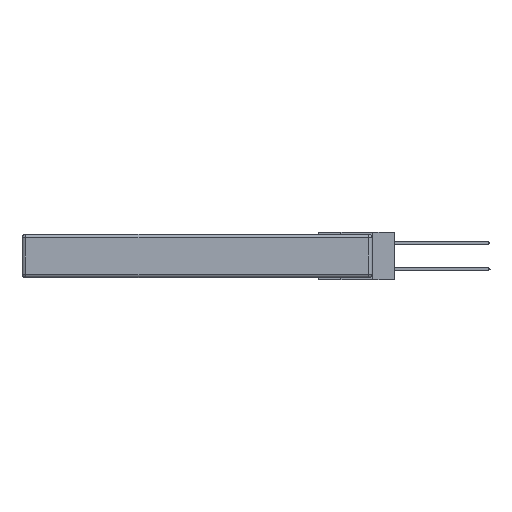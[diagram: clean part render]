
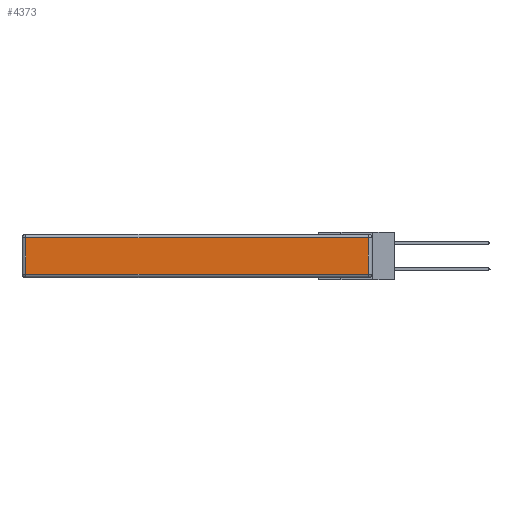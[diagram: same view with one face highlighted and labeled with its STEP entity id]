
A CAD part, left-side view. The second image highlights one B-rep face of the part: STEP entity #4373.
In plain terms, the highlighted planar face has unit normal (-1, 0, 0).
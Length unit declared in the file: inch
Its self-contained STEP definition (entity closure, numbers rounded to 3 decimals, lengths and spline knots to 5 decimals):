
#1278 = CARTESIAN_POINT ( 'NONE',  ( 0., 0.03, -0.343 ) ) ;
#1411 = VERTEX_POINT ( 'NONE', #10736 ) ;
#1626 = CARTESIAN_POINT ( 'NONE',  ( 0., 0.03, -0.03 ) ) ;
#1814 = VERTEX_POINT ( 'NONE', #10538 ) ;
#1825 = ORIENTED_EDGE ( 'NONE', *, *, #9705, .T. ) ;
#2326 = EDGE_CURVE ( 'NONE', #1411, #5554, #16183, .T. ) ;
#2863 = VECTOR ( 'NONE', #11438, 39.37008 ) ;
#4174 = ORIENTED_EDGE ( 'NONE', *, *, #2326, .T. ) ;
#4373 = ADVANCED_FACE ( 'NONE', ( #9902 ), #9816, .T. ) ;
#4881 = DIRECTION ( 'NONE',  ( 0., 0., 1. ) ) ;
#5554 = VERTEX_POINT ( 'NONE', #6283 ) ;
#6031 = CARTESIAN_POINT ( 'NONE',  ( 0., 2.75, -0.03 ) ) ;
#6283 = CARTESIAN_POINT ( 'NONE',  ( 0., 0.03, -0.313 ) ) ;
#6524 = VECTOR ( 'NONE', #8493, 39.37008 ) ;
#6880 = CARTESIAN_POINT ( 'NONE',  ( 0., 2.72, -0.343 ) ) ;
#7692 = DIRECTION ( 'NONE',  ( -1., 0., 0. ) ) ;
#8078 = VERTEX_POINT ( 'NONE', #1626 ) ;
#8418 = CARTESIAN_POINT ( 'NONE',  ( 0., 0., -0.343 ) ) ;
#8493 = DIRECTION ( 'NONE',  ( 0., 0., -1. ) ) ;
#8550 = ORIENTED_EDGE ( 'NONE', *, *, #13360, .T. ) ;
#8944 = ORIENTED_EDGE ( 'NONE', *, *, #8950, .T. ) ;
#8950 = EDGE_CURVE ( 'NONE', #1814, #1411, #10392, .T. ) ;
#9705 = EDGE_CURVE ( 'NONE', #5554, #8078, #13817, .T. ) ;
#9816 = PLANE ( 'NONE',  #15563 ) ;
#9902 = FACE_OUTER_BOUND ( 'NONE', #11727, .T. ) ;
#10392 = LINE ( 'NONE', #6880, #6524 ) ;
#10538 = CARTESIAN_POINT ( 'NONE',  ( 0., 2.72, -0.03 ) ) ;
#10663 = VECTOR ( 'NONE', #11474, 39.37008 ) ;
#10736 = CARTESIAN_POINT ( 'NONE',  ( 0., 2.72, -0.313 ) ) ;
#11438 = DIRECTION ( 'NONE',  ( 0., -1., 0. ) ) ;
#11474 = DIRECTION ( 'NONE',  ( 0., 1., 0. ) ) ;
#11727 = EDGE_LOOP ( 'NONE', ( #4174, #1825, #8550, #8944 ) ) ;
#12344 = LINE ( 'NONE', #6031, #10663 ) ;
#12632 = CARTESIAN_POINT ( 'NONE',  ( 0., 0., -0.313 ) ) ;
#13360 = EDGE_CURVE ( 'NONE', #8078, #1814, #12344, .T. ) ;
#13817 = LINE ( 'NONE', #1278, #16408 ) ;
#15410 = DIRECTION ( 'NONE',  ( 0., 0., 1. ) ) ;
#15563 = AXIS2_PLACEMENT_3D ( 'NONE', #8418, #7692, #4881 ) ;
#16183 = LINE ( 'NONE', #12632, #2863 ) ;
#16408 = VECTOR ( 'NONE', #15410, 39.37008 ) ;
